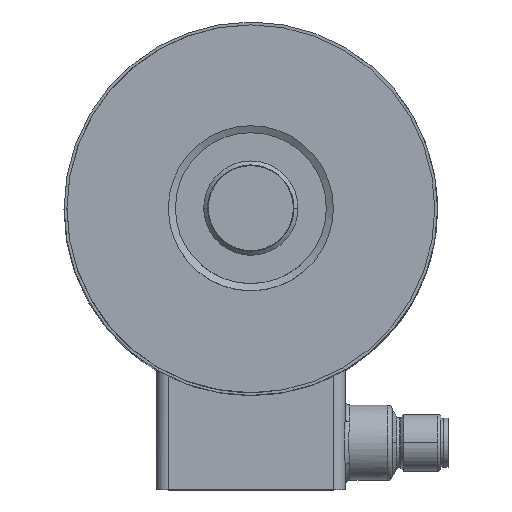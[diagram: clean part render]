
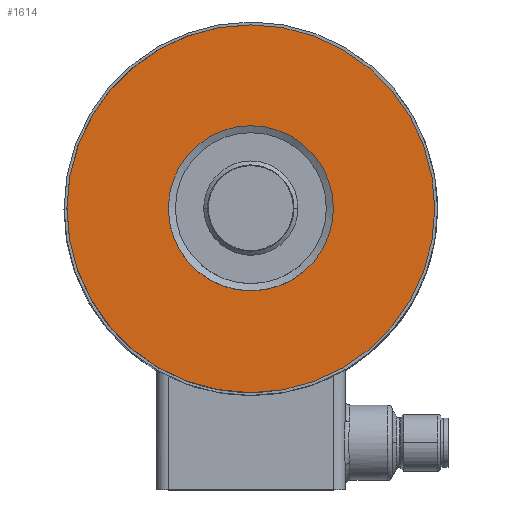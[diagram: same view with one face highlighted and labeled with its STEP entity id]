
A CAD part, top view. The second image highlights one B-rep face of the part: STEP entity #1614.
In plain terms, the highlighted planar face has unit normal (0, 0, 1).
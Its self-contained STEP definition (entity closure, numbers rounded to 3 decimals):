
#1614=ADVANCED_FACE('5:36412',(#3133,#3134),#3135,.T.);
#3133=FACE_BOUND('',#4807,.T.);
#3134=FACE_OUTER_BOUND('',#4808,.T.);
#3135=PLANE('',#4809);
#4807=EDGE_LOOP('',(#8515,#8516));
#4808=EDGE_LOOP('',(#8517,#8518));
#4809=AXIS2_PLACEMENT_3D('',#8519,#8520,#8521);
#8515=ORIENTED_EDGE('',*,*,#10699,.F.);
#8516=ORIENTED_EDGE('',*,*,#10700,.F.);
#8517=ORIENTED_EDGE('',*,*,#9881,.F.);
#8518=ORIENTED_EDGE('',*,*,#10107,.F.);
#8519=CARTESIAN_POINT('',(-0.004,64.13,54.549));
#8520=DIRECTION('',(0.,0.,1.0));
#8521=DIRECTION('',(-0.985,0.175,0.));
#9881=EDGE_CURVE('5:38278',#11779,#11781,#11782,.T.);
#10107=EDGE_CURVE('5:38281',#11781,#11779,#12123,.T.);
#10699=EDGE_CURVE('5:38272',#12936,#12937,#12938,.T.);
#10700=EDGE_CURVE('',#12937,#12936,#12939,.T.);
#11779=VERTEX_POINT('',#14637);
#11781=VERTEX_POINT('',#14640);
#11782=CIRCLE('',#14641,39.0);
#12123=CIRCLE('',#15189,39.001);
#12936=VERTEX_POINT('',#16567);
#12937=VERTEX_POINT('',#16568);
#12938=CIRCLE('',#16569,11.5);
#12939=CIRCLE('',#16570,11.5);
#14637=CARTESIAN_POINT('',(-0.004,103.13,54.549));
#14640=CARTESIAN_POINT('',(-13.88,27.682,54.549));
#14641=AXIS2_PLACEMENT_3D('',#17553,#17554,#17555);
#15189=AXIS2_PLACEMENT_3D('',#17817,#17818,#17819);
#16567=CARTESIAN_POINT('',(11.5,64.129,54.549));
#16568=CARTESIAN_POINT('',(-11.5,64.129,54.549));
#16569=AXIS2_PLACEMENT_3D('',#18474,#18475,#18476);
#16570=AXIS2_PLACEMENT_3D('',#18477,#18478,#18479);
#17553=CARTESIAN_POINT('',(-0.004,64.13,54.549));
#17554=DIRECTION('',(0.,0.,-1.0));
#17555=DIRECTION('',(0.174,-0.985,0.));
#17817=CARTESIAN_POINT('',(0.,64.129,54.549));
#17818=DIRECTION('',(0.,0.,-1.0));
#17819=DIRECTION('',(-1.0,0.,0.));
#18474=CARTESIAN_POINT('',(0.,64.129,54.549));
#18475=DIRECTION('',(0.,0.,1.0));
#18476=DIRECTION('',(-1.0,0.,0.));
#18477=CARTESIAN_POINT('',(0.,64.129,54.549));
#18478=DIRECTION('',(0.,0.,1.0));
#18479=DIRECTION('',(-1.0,0.,0.));
